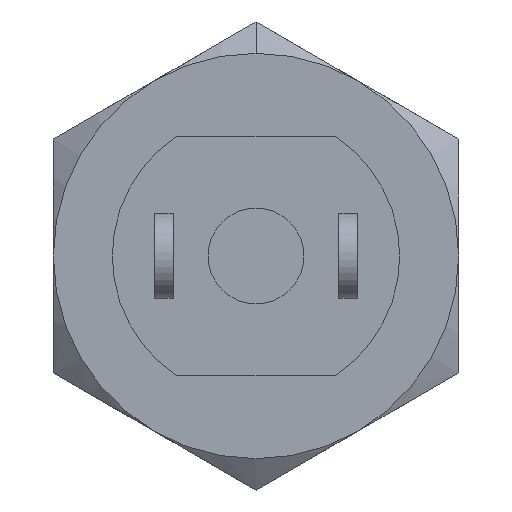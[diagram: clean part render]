
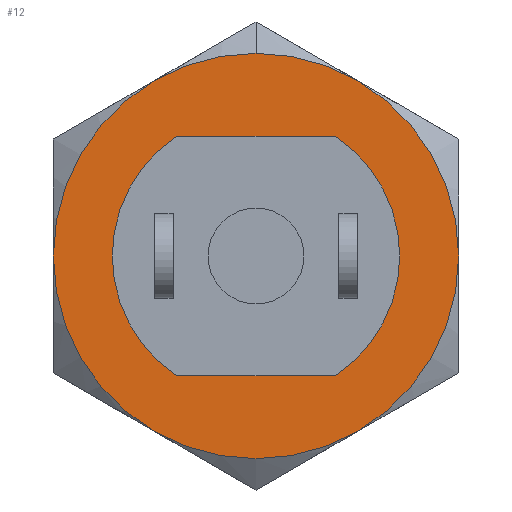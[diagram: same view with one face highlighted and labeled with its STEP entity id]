
A CAD part, front view. The second image highlights one B-rep face of the part: STEP entity #12.
In plain terms, the highlighted planar face has unit normal (0, -1, 0).
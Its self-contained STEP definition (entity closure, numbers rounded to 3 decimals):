
#6 = AXIS2_PLACEMENT_3D ( 'NONE', #567, #439, #1198 ) ;
#12 = ADVANCED_FACE ( 'NONE', ( #1576, #1451 ), #109, .T. ) ;
#14 = CARTESIAN_POINT ( 'NONE',  ( 0., 2.6, 0. ) ) ;
#48 = DIRECTION ( 'NONE',  ( 0., 1., 0. ) ) ;
#54 = AXIS2_PLACEMENT_3D ( 'NONE', #1303, #1614, #1738 ) ;
#78 = DIRECTION ( 'NONE',  ( 0., 0., -1. ) ) ;
#83 = VERTEX_POINT ( 'NONE', #1460 ) ;
#108 = CARTESIAN_POINT ( 'NONE',  ( 2.156, 2.6, -3.25 ) ) ;
#109 = PLANE ( 'NONE',  #546 ) ;
#159 = EDGE_CURVE ( 'NONE', #167, #1585, #1360, .T. ) ;
#167 = VERTEX_POINT ( 'NONE', #1888 ) ;
#241 = DIRECTION ( 'NONE',  ( -1., 0., 0. ) ) ;
#282 = DIRECTION ( 'NONE',  ( 0., 0., -1. ) ) ;
#309 = VERTEX_POINT ( 'NONE', #341 ) ;
#319 = ORIENTED_EDGE ( 'NONE', *, *, #1560, .F. ) ;
#326 = ORIENTED_EDGE ( 'NONE', *, *, #1898, .F. ) ;
#336 = AXIS2_PLACEMENT_3D ( 'NONE', #1314, #1175, #282 ) ;
#341 = CARTESIAN_POINT ( 'NONE',  ( -2.75, 2.6, 4.763 ) ) ;
#360 = VECTOR ( 'NONE', #1447, 1000. ) ;
#384 = DIRECTION ( 'NONE',  ( 0., -1., 0. ) ) ;
#404 = CIRCLE ( 'NONE', #6, 5.5 ) ;
#439 = DIRECTION ( 'NONE',  ( 0., 1., 0. ) ) ;
#479 = CIRCLE ( 'NONE', #54, 5.5 ) ;
#515 = DIRECTION ( 'NONE',  ( 0., 1., 0. ) ) ;
#544 = DIRECTION ( 'NONE',  ( 0., -1., 0. ) ) ;
#546 = AXIS2_PLACEMENT_3D ( 'NONE', #1152, #384, #1735 ) ;
#560 = EDGE_CURVE ( 'NONE', #990, #1270, #1712, .T. ) ;
#561 = CIRCLE ( 'NONE', #1863, 3.9 ) ;
#566 = CARTESIAN_POINT ( 'NONE',  ( 0., 2.6, 0. ) ) ;
#567 = CARTESIAN_POINT ( 'NONE',  ( 0., 2.6, 0. ) ) ;
#577 = CIRCLE ( 'NONE', #919, 5.5 ) ;
#686 = ORIENTED_EDGE ( 'NONE', *, *, #1107, .F. ) ;
#693 = EDGE_CURVE ( 'NONE', #1036, #309, #1651, .T. ) ;
#696 = AXIS2_PLACEMENT_3D ( 'NONE', #1848, #48, #806 ) ;
#702 = ORIENTED_EDGE ( 'NONE', *, *, #1070, .F. ) ;
#758 = CARTESIAN_POINT ( 'NONE',  ( 2.75, 2.6, 4.763 ) ) ;
#804 = AXIS2_PLACEMENT_3D ( 'NONE', #14, #909, #1513 ) ;
#806 = DIRECTION ( 'NONE',  ( 0., 0., -1. ) ) ;
#823 = VECTOR ( 'NONE', #241, 1000. ) ;
#825 = CARTESIAN_POINT ( 'NONE',  ( -2.156, 2.6, 3.25 ) ) ;
#844 = ORIENTED_EDGE ( 'NONE', *, *, #560, .F. ) ;
#909 = DIRECTION ( 'NONE',  ( 0., -1., 0. ) ) ;
#919 = AXIS2_PLACEMENT_3D ( 'NONE', #1873, #515, #1121 ) ;
#947 = VERTEX_POINT ( 'NONE', #957 ) ;
#957 = CARTESIAN_POINT ( 'NONE',  ( 5.5, 2.6, 0. ) ) ;
#971 = DIRECTION ( 'NONE',  ( 0., -1., 0. ) ) ;
#987 = EDGE_CURVE ( 'NONE', #1100, #167, #561, .T. ) ;
#990 = VERTEX_POINT ( 'NONE', #1259 ) ;
#996 = DIRECTION ( 'NONE',  ( 0., 0., -1. ) ) ;
#1036 = VERTEX_POINT ( 'NONE', #1446 ) ;
#1049 = CARTESIAN_POINT ( 'NONE',  ( -2.75, 2.6, -4.763 ) ) ;
#1051 = EDGE_LOOP ( 'NONE', ( #1691, #1845, #1608, #686 ) ) ;
#1070 = EDGE_CURVE ( 'NONE', #83, #1821, #479, .T. ) ;
#1100 = VERTEX_POINT ( 'NONE', #108 ) ;
#1107 = EDGE_CURVE ( 'NONE', #1585, #1459, #1728, .T. ) ;
#1121 = DIRECTION ( 'NONE',  ( 0., 0., -1. ) ) ;
#1152 = CARTESIAN_POINT ( 'NONE',  ( 0., 2.6, 0. ) ) ;
#1162 = CIRCLE ( 'NONE', #696, 5.5 ) ;
#1175 = DIRECTION ( 'NONE',  ( 0., 1., 0. ) ) ;
#1198 = DIRECTION ( 'NONE',  ( 0., 0., -1. ) ) ;
#1256 = DIRECTION ( 'NONE',  ( 0., 1., 0. ) ) ;
#1259 = CARTESIAN_POINT ( 'NONE',  ( 0., 2.6, 5.5 ) ) ;
#1266 = CARTESIAN_POINT ( 'NONE',  ( 0., 2.6, 0. ) ) ;
#1270 = VERTEX_POINT ( 'NONE', #758 ) ;
#1303 = CARTESIAN_POINT ( 'NONE',  ( 0., 2.6, 0. ) ) ;
#1314 = CARTESIAN_POINT ( 'NONE',  ( 0., 2.6, 0. ) ) ;
#1360 = LINE ( 'NONE', #1734, #823 ) ;
#1361 = ORIENTED_EDGE ( 'NONE', *, *, #693, .F. ) ;
#1387 = ORIENTED_EDGE ( 'NONE', *, *, #1819, .T. ) ;
#1443 = CARTESIAN_POINT ( 'NONE',  ( 5., 2.6, -3.25 ) ) ;
#1446 = CARTESIAN_POINT ( 'NONE',  ( -5.5, 2.6, 0. ) ) ;
#1447 = DIRECTION ( 'NONE',  ( 1., 0., 0. ) ) ;
#1451 = FACE_BOUND ( 'NONE', #1051, .T. ) ;
#1459 = VERTEX_POINT ( 'NONE', #1553 ) ;
#1460 = CARTESIAN_POINT ( 'NONE',  ( 2.75, 2.6, -4.763 ) ) ;
#1470 = LINE ( 'NONE', #1443, #360 ) ;
#1485 = AXIS2_PLACEMENT_3D ( 'NONE', #566, #1256, #1556 ) ;
#1488 = ORIENTED_EDGE ( 'NONE', *, *, #1495, .F. ) ;
#1495 = EDGE_CURVE ( 'NONE', #1821, #1036, #1162, .T. ) ;
#1513 = DIRECTION ( 'NONE',  ( 0., 0., -1. ) ) ;
#1553 = CARTESIAN_POINT ( 'NONE',  ( -2.156, 2.6, -3.25 ) ) ;
#1556 = DIRECTION ( 'NONE',  ( 0., 0., -1. ) ) ;
#1560 = EDGE_CURVE ( 'NONE', #309, #990, #577, .T. ) ;
#1576 = FACE_OUTER_BOUND ( 'NONE', #1800, .T. ) ;
#1585 = VERTEX_POINT ( 'NONE', #825 ) ;
#1596 = CARTESIAN_POINT ( 'NONE',  ( 0., 2.6, 0. ) ) ;
#1608 = ORIENTED_EDGE ( 'NONE', *, *, #1716, .F. ) ;
#1614 = DIRECTION ( 'NONE',  ( 0., 1., 0. ) ) ;
#1642 = CIRCLE ( 'NONE', #804, 5.5 ) ;
#1651 = CIRCLE ( 'NONE', #336, 5.5 ) ;
#1691 = ORIENTED_EDGE ( 'NONE', *, *, #159, .F. ) ;
#1712 = CIRCLE ( 'NONE', #1485, 5.5 ) ;
#1716 = EDGE_CURVE ( 'NONE', #1459, #1100, #1470, .T. ) ;
#1728 = CIRCLE ( 'NONE', #1869, 3.9 ) ;
#1734 = CARTESIAN_POINT ( 'NONE',  ( -5., 2.6, 3.25 ) ) ;
#1735 = DIRECTION ( 'NONE',  ( 0., 0., -1. ) ) ;
#1738 = DIRECTION ( 'NONE',  ( 0., 0., -1. ) ) ;
#1800 = EDGE_LOOP ( 'NONE', ( #1488, #702, #1387, #326, #844, #319, #1361 ) ) ;
#1819 = EDGE_CURVE ( 'NONE', #83, #947, #1642, .T. ) ;
#1821 = VERTEX_POINT ( 'NONE', #1049 ) ;
#1845 = ORIENTED_EDGE ( 'NONE', *, *, #987, .F. ) ;
#1848 = CARTESIAN_POINT ( 'NONE',  ( 0., 2.6, 0. ) ) ;
#1863 = AXIS2_PLACEMENT_3D ( 'NONE', #1266, #971, #78 ) ;
#1869 = AXIS2_PLACEMENT_3D ( 'NONE', #1596, #544, #996 ) ;
#1873 = CARTESIAN_POINT ( 'NONE',  ( 0., 2.6, 0. ) ) ;
#1888 = CARTESIAN_POINT ( 'NONE',  ( 2.156, 2.6, 3.25 ) ) ;
#1898 = EDGE_CURVE ( 'NONE', #1270, #947, #404, .T. ) ;
